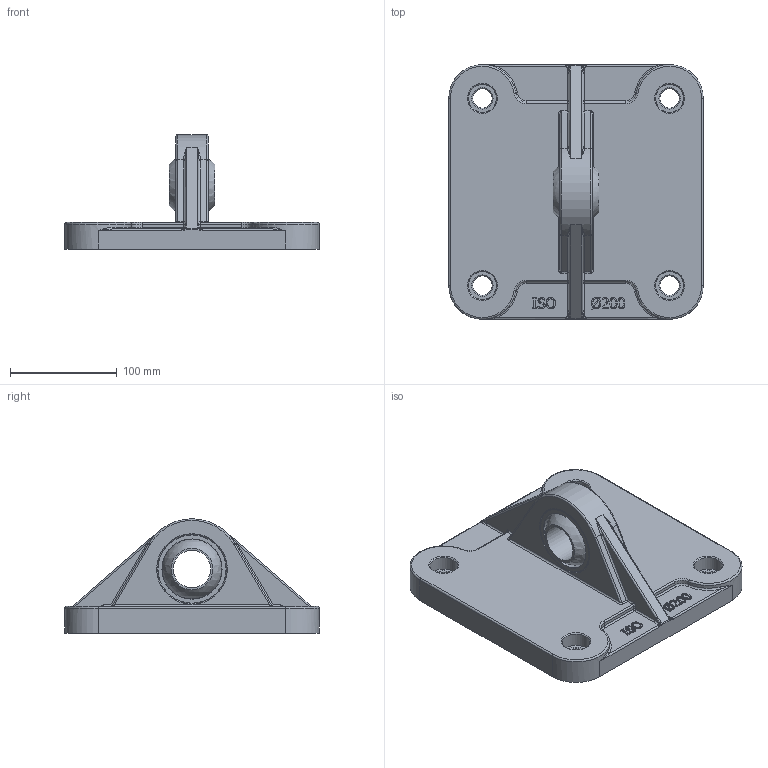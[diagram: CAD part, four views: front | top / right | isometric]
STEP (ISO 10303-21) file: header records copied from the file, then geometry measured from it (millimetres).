
FILE_DESCRIPTION((''),'2;1');
FILE_NAME('CMSI200.stp','2015-01-27T16:27:19',('carlo.corazza'),(''),'Autodesk Inventor 2012','Autodesk Inventor 2012','');
FILE_SCHEMA(('AUTOMOTIVE_DESIGN { 1 0 10303 214 1 1 1 1 }'));
Length unit declared in the file: millimetre
Products named in the file (1): CMSI200
Bounding box: 238 x 238 x 107 mm (x, y, z)
Volume: 1376212 mm3; surface area: 179748.8 mm2
Topology: 1 solids, 1 shells, 568 faces, 1348 edges, 804 vertices
Faces by surface type: cylinder 173, torus 135, bspline 125, plane 110, cone 19, sphere 6
Full cylindrical faces by diameter (mm): 18 x4, 26 x4, 35 x1, 56 x2, 64 x2, 75 x1
Entity records: 19927 total; most frequent: CARTESIAN_POINT 6786, ORIENTED_EDGE 2602, DIRECTION 2577, EDGE_CURVE 1301, AXIS2_PLACEMENT_3D 1058, VERTEX_POINT 800, EDGE_LOOP 643, CIRCLE 586
